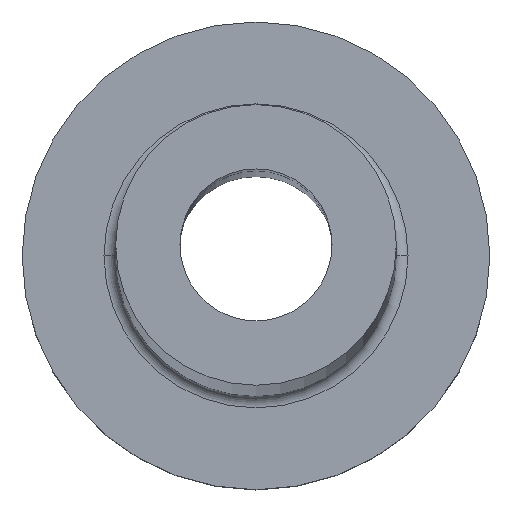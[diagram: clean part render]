
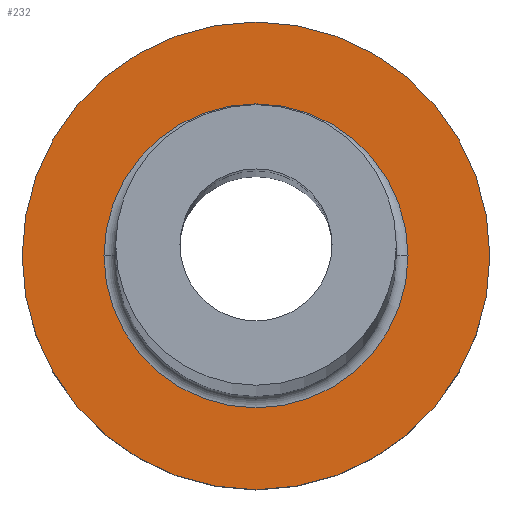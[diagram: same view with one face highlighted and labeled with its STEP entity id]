
A CAD part, top view. The second image highlights one B-rep face of the part: STEP entity #232.
In plain terms, the highlighted planar face has unit normal (0, 0, 1).
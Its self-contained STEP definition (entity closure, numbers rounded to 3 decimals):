
#11 = DIRECTION ( 'NONE',  ( 1., 0., 0. ) ) ;
#35 = DIRECTION ( 'NONE',  ( 1., 0., 0. ) ) ;
#37 = CIRCLE ( 'NONE', #146, 10. ) ;
#41 = ORIENTED_EDGE ( 'NONE', *, *, #104, .T. ) ;
#42 = DIRECTION ( 'NONE',  ( 1., 0., 0. ) ) ;
#46 = CARTESIAN_POINT ( 'NONE',  ( 10., 0., 7. ) ) ;
#57 = ORIENTED_EDGE ( 'NONE', *, *, #132, .T. ) ;
#66 = DIRECTION ( 'NONE',  ( 1., 0., 0. ) ) ;
#75 = CARTESIAN_POINT ( 'NONE',  ( 0., 0., 7. ) ) ;
#79 = CIRCLE ( 'NONE', #386, 10. ) ;
#104 = EDGE_CURVE ( 'NONE', #169, #340, #79, .T. ) ;
#111 = FACE_BOUND ( 'NONE', #411, .T. ) ;
#117 = ORIENTED_EDGE ( 'NONE', *, *, #151, .T. ) ;
#127 = VERTEX_POINT ( 'NONE', #179 ) ;
#132 = EDGE_CURVE ( 'NONE', #340, #169, #37, .T. ) ;
#146 = AXIS2_PLACEMENT_3D ( 'NONE', #75, #389, #11 ) ;
#151 = EDGE_CURVE ( 'NONE', #127, #408, #159, .T. ) ;
#152 = FACE_OUTER_BOUND ( 'NONE', #189, .T. ) ;
#155 = CARTESIAN_POINT ( 'NONE',  ( 0., 0., 7. ) ) ;
#159 = CIRCLE ( 'NONE', #219, 6.5 ) ;
#166 = AXIS2_PLACEMENT_3D ( 'NONE', #155, #334, #66 ) ;
#169 = VERTEX_POINT ( 'NONE', #46 ) ;
#179 = CARTESIAN_POINT ( 'NONE',  ( 6.5, 0., 7. ) ) ;
#189 = EDGE_LOOP ( 'NONE', ( #57, #41 ) ) ;
#219 = AXIS2_PLACEMENT_3D ( 'NONE', #353, #285, #42 ) ;
#232 = ADVANCED_FACE ( 'NONE', ( #111, #152 ), #394, .T. ) ;
#244 = DIRECTION ( 'NONE',  ( 1., 0., 0. ) ) ;
#247 = DIRECTION ( 'NONE',  ( 0., 0., -1. ) ) ;
#258 = CARTESIAN_POINT ( 'NONE',  ( 0., 0., 7. ) ) ;
#276 = CARTESIAN_POINT ( 'NONE',  ( -6.5, 0., 7. ) ) ;
#281 = EDGE_CURVE ( 'NONE', #408, #127, #317, .T. ) ;
#285 = DIRECTION ( 'NONE',  ( 0., 0., -1. ) ) ;
#296 = ORIENTED_EDGE ( 'NONE', *, *, #281, .T. ) ;
#317 = CIRCLE ( 'NONE', #366, 6.5 ) ;
#334 = DIRECTION ( 'NONE',  ( 0., 0., 1. ) ) ;
#340 = VERTEX_POINT ( 'NONE', #372 ) ;
#353 = CARTESIAN_POINT ( 'NONE',  ( 0., 0., 7. ) ) ;
#366 = AXIS2_PLACEMENT_3D ( 'NONE', #421, #247, #244 ) ;
#372 = CARTESIAN_POINT ( 'NONE',  ( -10., 0., 7. ) ) ;
#386 = AXIS2_PLACEMENT_3D ( 'NONE', #258, #401, #35 ) ;
#389 = DIRECTION ( 'NONE',  ( 0., 0., 1. ) ) ;
#394 = PLANE ( 'NONE',  #166 ) ;
#401 = DIRECTION ( 'NONE',  ( 0., 0., 1. ) ) ;
#408 = VERTEX_POINT ( 'NONE', #276 ) ;
#411 = EDGE_LOOP ( 'NONE', ( #117, #296 ) ) ;
#421 = CARTESIAN_POINT ( 'NONE',  ( 0., 0., 7. ) ) ;
